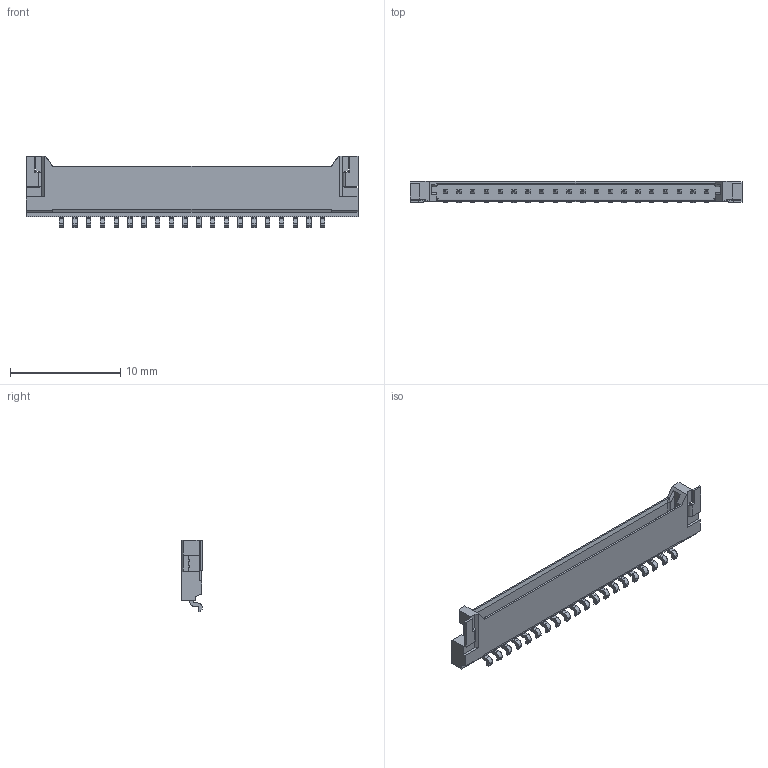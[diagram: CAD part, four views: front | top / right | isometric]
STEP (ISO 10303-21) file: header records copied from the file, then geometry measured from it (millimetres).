
FILE_DESCRIPTION((''),'2;1');
FILE_NAME('537802070','2014-02-28T',('me'),(''),'PRO/ENGINEER BY PARAMETRIC TECHNOLOGY CORPORATION, 2011490','PRO/ENGINEER BY PARAMETRIC TECHNOLOGY CORPORATION, 2011490','');
FILE_SCHEMA(('CONFIG_CONTROL_DESIGN'));
Length unit declared in the file: millimetre
Products named in the file (1): 537802070
Bounding box: 30.15 x 1.9 x 6.5 mm (x, y, z)
Volume: 125.3 mm3; surface area: 720.3 mm2
Topology: 1 solids, 1 shells, 646 faces, 1779 edges, 1178 vertices
Faces by surface type: plane 550, cylinder 96
Entity records: 20110 total; most frequent: CARTESIAN_POINT 3582, ORIENTED_EDGE 3382, DIRECTION 3243, EDGE_CURVE 1691, VECTOR 1589, LINE 1589, VERTEX_POINT 1090, AXIS2_PLACEMENT_3D 827
